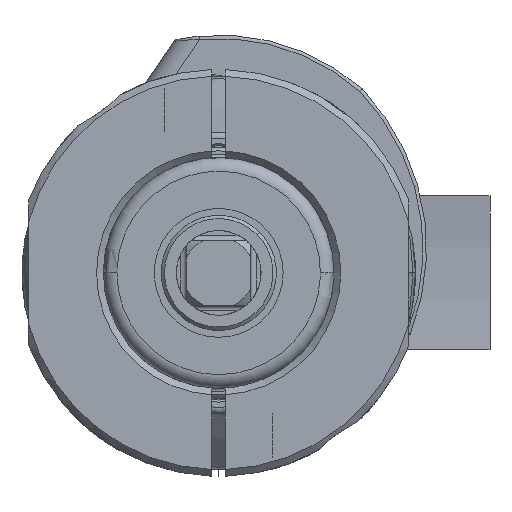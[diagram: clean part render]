
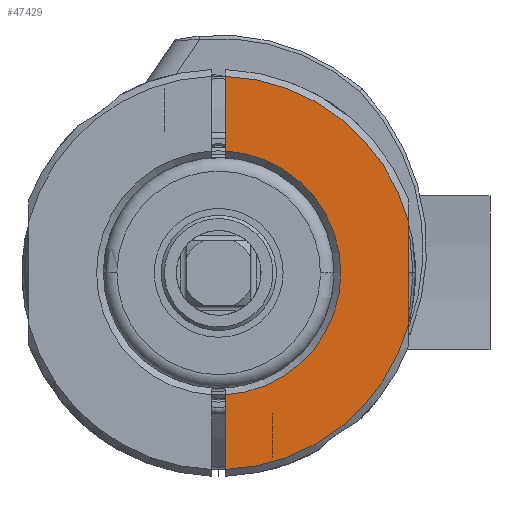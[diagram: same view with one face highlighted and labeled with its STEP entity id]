
A CAD part, left-side view. The second image highlights one B-rep face of the part: STEP entity #47429.
In plain terms, the highlighted face is planar.
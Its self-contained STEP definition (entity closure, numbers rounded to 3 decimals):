
#46823=DIRECTION('',(0.,-1.,0.));
#46824=VECTOR('',#46823,11.011);
#46825=CARTESIAN_POINT('',(5.5,28.983,1.));
#46826=LINE('',#46825,#46824);
#46827=CARTESIAN_POINT('',(5.5,0.,0.));
#46828=DIRECTION('',(1.,0.,0.));
#46829=DIRECTION('',(0.,0.998,0.056));
#46830=AXIS2_PLACEMENT_3D('',#46827,#46828,#46829);
#46832=DIRECTION('',(0.,-1.,0.));
#46833=VECTOR('',#46832,11.011);
#46834=CARTESIAN_POINT('',(5.5,-17.972,1.));
#46835=LINE('',#46834,#46833);
#46836=CARTESIAN_POINT('',(5.5,0.,0.));
#46837=DIRECTION('',(-1.,0.,0.));
#46838=DIRECTION('',(0.,-0.999,0.034));
#46839=AXIS2_PLACEMENT_3D('',#46836,#46837,#46838);
#46841=DIRECTION('',(0.,1.,0.));
#46842=VECTOR('',#46841,15.1);
#46843=CARTESIAN_POINT('',(5.5,-7.55,28.));
#46844=LINE('',#46843,#46842);
#46845=CARTESIAN_POINT('',(5.5,0.,0.));
#46846=DIRECTION('',(-1.,0.,0.));
#46847=DIRECTION('',(0.,0.26,0.966));
#46848=AXIS2_PLACEMENT_3D('',#46845,#46846,#46847);
#46850=CARTESIAN_POINT('',(5.5,17.972,1.));
#46869=CARTESIAN_POINT('',(5.5,-28.983,1.));
#47061=VERTEX_POINT('',#46850);
#47062=CARTESIAN_POINT('',(5.5,28.983,1.));
#47063=VERTEX_POINT('',#47062);
#47074=VERTEX_POINT('',#46869);
#47075=CARTESIAN_POINT('',(5.5,-17.972,1.));
#47076=VERTEX_POINT('',#47075);
#47092=CARTESIAN_POINT('',(5.5,-7.55,28.));
#47093=VERTEX_POINT('',#47092);
#47094=CARTESIAN_POINT('',(5.5,7.55,28.));
#47095=VERTEX_POINT('',#47094);
#47414=CARTESIAN_POINT('',(5.5,0.,0.));
#47415=DIRECTION('',(1.,0.,0.));
#47416=DIRECTION('',(0.,-1.,0.));
#47417=AXIS2_PLACEMENT_3D('',#47414,#47415,#47416);
#47418=PLANE('',#47417);
#47419=ORIENTED_EDGE('',*,*,#47156,.T.);
#47421=ORIENTED_EDGE('',*,*,#47420,.T.);
#47422=ORIENTED_EDGE('',*,*,#47221,.T.);
#47424=ORIENTED_EDGE('',*,*,#47423,.T.);
#47425=ORIENTED_EDGE('',*,*,#47262,.T.);
#47426=ORIENTED_EDGE('',*,*,#47405,.T.);
#47427=EDGE_LOOP('',(#47419,#47421,#47422,#47424,#47425,#47426));
#47428=FACE_OUTER_BOUND('',#47427,.F.);
#47429=ADVANCED_FACE('',(#47428),#47418,.T.);
#46831=CIRCLE('',#46830,18.);
#46840=CIRCLE('',#46839,29.);
#46849=CIRCLE('',#46848,29.);
#47156=EDGE_CURVE('',#47063,#47061,#46826,.T.);
#47221=EDGE_CURVE('',#47076,#47074,#46835,.T.);
#47262=EDGE_CURVE('',#47093,#47095,#46844,.T.);
#47405=EDGE_CURVE('',#47095,#47063,#46849,.T.);
#47420=EDGE_CURVE('',#47061,#47076,#46831,.T.);
#47423=EDGE_CURVE('',#47074,#47093,#46840,.T.);
